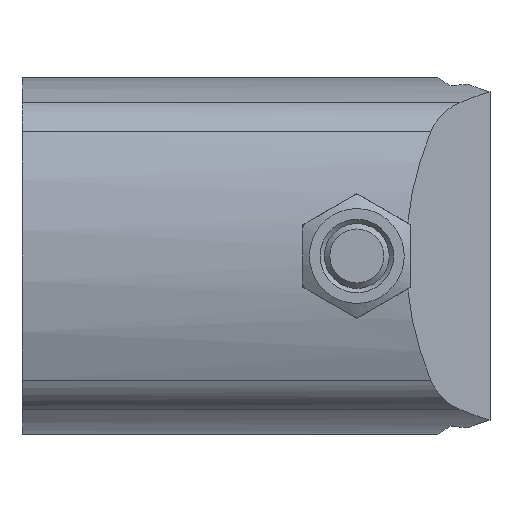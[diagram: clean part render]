
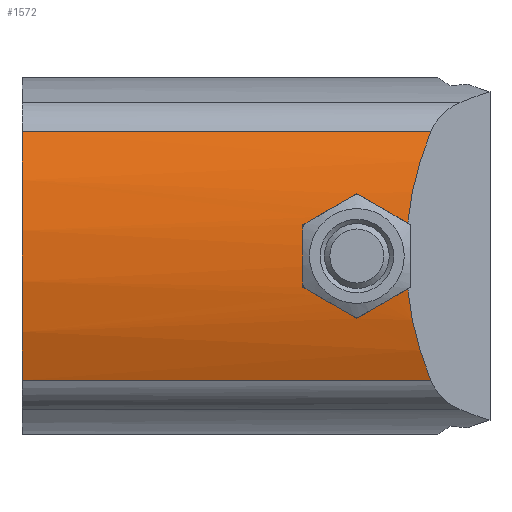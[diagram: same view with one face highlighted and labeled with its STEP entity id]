
A CAD part, left-side view. The second image highlights one B-rep face of the part: STEP entity #1572.
In plain terms, the highlighted cylindrical face has radius 762 mm (diameter 1524 mm), a partial arc.
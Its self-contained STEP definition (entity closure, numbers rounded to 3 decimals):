
#111=FACE_OUTER_BOUND('',#202,.T.);
#202=EDGE_LOOP('',(#1103,#1104,#1105,#1106,#1107,#1108,#1109,#1110,#1111,
#1112));
#296=ELLIPSE('',#1694,1077.631,762.);
#297=ELLIPSE('',#1695,1077.631,762.);
#299=ELLIPSE('',#1699,1524.,762.);
#300=ELLIPSE('',#1700,1524.,762.);
#301=ELLIPSE('',#1702,1524.,762.);
#302=ELLIPSE('',#1703,1524.,762.);
#356=LINE('',#2410,#483);
#357=LINE('',#2421,#484);
#483=VECTOR('',#1910,961.353);
#484=VECTOR('',#1923,961.353);
#592=CIRCLE('',#1676,762.);
#602=CIRCLE('',#1701,762.);
#648=VERTEX_POINT('',#2325);
#649=VERTEX_POINT('',#2326);
#670=VERTEX_POINT('',#2396);
#671=VERTEX_POINT('',#2398);
#674=VERTEX_POINT('',#2404);
#675=VERTEX_POINT('',#2406);
#676=VERTEX_POINT('',#2412);
#677=VERTEX_POINT('',#2414);
#678=VERTEX_POINT('',#2416);
#679=VERTEX_POINT('',#2418);
#810=EDGE_CURVE('',#648,#649,#592,.T.);
#839=EDGE_CURVE('',#671,#670,#296,.T.);
#843=EDGE_CURVE('',#675,#674,#297,.T.);
#845=EDGE_CURVE('',#648,#675,#356,.T.);
#846=EDGE_CURVE('',#674,#676,#299,.T.);
#847=EDGE_CURVE('',#677,#676,#300,.T.);
#848=EDGE_CURVE('',#677,#678,#602,.T.);
#849=EDGE_CURVE('',#679,#678,#301,.T.);
#850=EDGE_CURVE('',#679,#671,#302,.T.);
#851=EDGE_CURVE('',#670,#649,#357,.T.);
#1103=ORIENTED_EDGE('',*,*,#843,.T.);
#1104=ORIENTED_EDGE('',*,*,#846,.T.);
#1105=ORIENTED_EDGE('',*,*,#847,.F.);
#1106=ORIENTED_EDGE('',*,*,#848,.T.);
#1107=ORIENTED_EDGE('',*,*,#849,.F.);
#1108=ORIENTED_EDGE('',*,*,#850,.T.);
#1109=ORIENTED_EDGE('',*,*,#839,.T.);
#1110=ORIENTED_EDGE('',*,*,#851,.T.);
#1111=ORIENTED_EDGE('',*,*,#810,.F.);
#1112=ORIENTED_EDGE('',*,*,#845,.T.);
#1533=CYLINDRICAL_SURFACE('',#1698,762.);
#1572=ADVANCED_FACE('',(#111),#1533,.T.);
#1676=AXIS2_PLACEMENT_3D('',#2327,#1849,#1850);
#1694=AXIS2_PLACEMENT_3D('',#2399,#1899,#1900);
#1695=AXIS2_PLACEMENT_3D('',#2407,#1904,#1905);
#1698=AXIS2_PLACEMENT_3D('',#2411,#1911,#1912);
#1699=AXIS2_PLACEMENT_3D('',#2413,#1913,#1914);
#1700=AXIS2_PLACEMENT_3D('',#2415,#1915,#1916);
#1701=AXIS2_PLACEMENT_3D('',#2417,#1917,#1918);
#1702=AXIS2_PLACEMENT_3D('',#2419,#1919,#1920);
#1703=AXIS2_PLACEMENT_3D('',#2420,#1921,#1922);
#1849=DIRECTION('center_axis',(0.,1.,0.));
#1850=DIRECTION('ref_axis',(-0.924,0.,-0.384));
#1899=DIRECTION('center_axis',(0.707,0.707,0.));
#1900=DIRECTION('ref_axis',(0.707,-0.707,0.));
#1904=DIRECTION('center_axis',(0.707,0.707,0.));
#1905=DIRECTION('ref_axis',(0.707,-0.707,0.));
#1910=DIRECTION('',(0.,-1.,0.));
#1911=DIRECTION('center_axis',(0.,-1.,0.));
#1912=DIRECTION('ref_axis',(0.,0.,1.));
#1913=DIRECTION('center_axis',(0.,-0.5,-0.866));
#1914=DIRECTION('ref_axis',(0.,0.866,-0.5));
#1915=DIRECTION('center_axis',(0.,-0.5,0.866));
#1916=DIRECTION('ref_axis',(0.,-0.866,-0.5));
#1917=DIRECTION('center_axis',(0.,1.,0.));
#1918=DIRECTION('ref_axis',(-0.995,0.,-0.096));
#1919=DIRECTION('center_axis',(0.,-0.5,-0.866));
#1920=DIRECTION('ref_axis',(0.,-0.866,0.5));
#1921=DIRECTION('center_axis',(0.,-0.5,0.866));
#1922=DIRECTION('ref_axis',(0.,0.866,0.5));
#1923=DIRECTION('',(0.,1.,0.));
#2325=CARTESIAN_POINT('',(-360.829,0.,-292.249));
#2326=CARTESIAN_POINT('',(-360.829,0.,292.249));
#2327=CARTESIAN_POINT('Origin',(342.9,0.,0.));
#2396=CARTESIAN_POINT('',(-360.829,-961.353,292.249));
#2398=CARTESIAN_POINT('',(-415.141,-907.04,77.573));
#2399=CARTESIAN_POINT('Origin',(342.9,-1665.082,0.));
#2404=CARTESIAN_POINT('',(-415.141,-907.04,-77.573));
#2406=CARTESIAN_POINT('',(-360.829,-961.353,-292.249));
#2407=CARTESIAN_POINT('Origin',(342.9,-1665.082,0.));
#2410=CARTESIAN_POINT('',(-360.829,0.,-292.249));
#2411=CARTESIAN_POINT('Origin',(342.9,0.,0.));
#2412=CARTESIAN_POINT('',(-404.856,-787.4,-146.647));
#2413=CARTESIAN_POINT('Origin',(342.9,-1041.4,0.));
#2414=CARTESIAN_POINT('',(-415.564,-660.4,-73.323));
#2415=CARTESIAN_POINT('Origin',(342.9,-533.4,0.));
#2416=CARTESIAN_POINT('',(-415.564,-660.4,73.323));
#2417=CARTESIAN_POINT('Origin',(342.9,-660.4,0.));
#2418=CARTESIAN_POINT('',(-404.856,-787.4,146.647));
#2419=CARTESIAN_POINT('Origin',(342.9,-533.4,0.));
#2420=CARTESIAN_POINT('Origin',(342.9,-1041.4,0.));
#2421=CARTESIAN_POINT('',(-360.829,-961.353,292.249));
